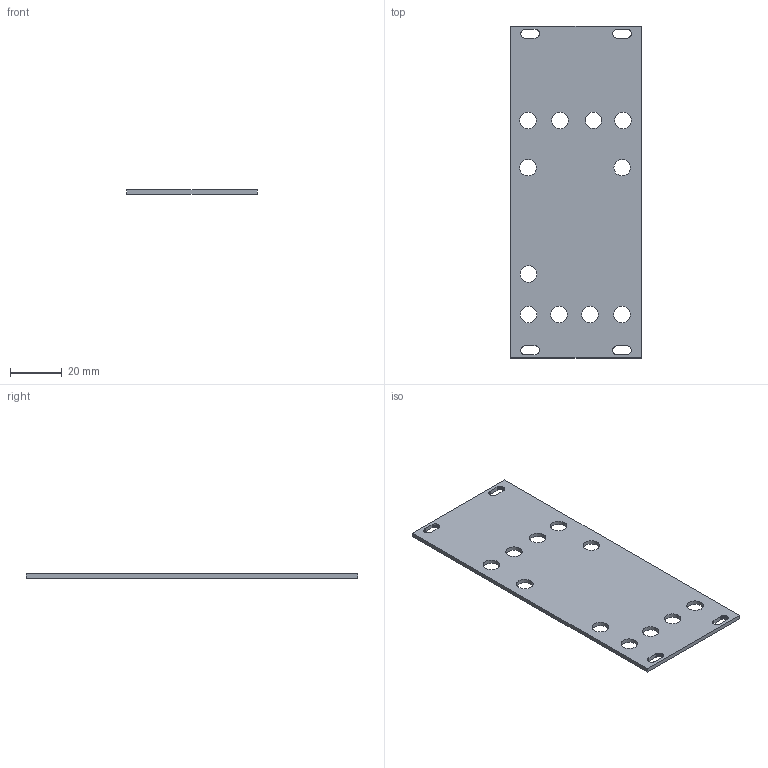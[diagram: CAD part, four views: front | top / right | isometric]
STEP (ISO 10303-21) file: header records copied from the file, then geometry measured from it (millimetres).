
FILE_DESCRIPTION(('KiCad electronic assembly'),'2;1');
FILE_NAME('Mult done-PANEL.step','2023-04-04T22:42:48',('Pcbnew'),( 'Kicad'),'Open CASCADE STEP processor 7.6','KiCad to STEP converter' ,'Unknown');
FILE_SCHEMA(('AUTOMOTIVE_DESIGN { 1 0 10303 214 1 1 1 1 }'));
Length unit declared in the file: millimetre
Products named in the file (2): Mult done-PANEL 1; PCB
Assembly tree (1 placements, depth 2):
  Mult done-PANEL 1
    PCB
Bounding box: 50.5 x 128.5 x 1.58 mm (x, y, z)
Volume: 9555.1 mm3; surface area: 13125.6 mm2
Topology: 1 solids, 1 shells, 193 faces, 573 edges, 382 vertices
Faces by surface type: plane 182, cylinder 11
Full cylindrical faces by diameter (mm): 6.4 x11
Entity records: 13971 total; most frequent: CARTESIAN_POINT 2428, DIRECTION 2109, LINE 1675, VECTOR 1675, ORIENTED_EDGE 1146, PCURVE 1146, DEFINITIONAL_REPRESENTATION 1146, EDGE_CURVE 573
